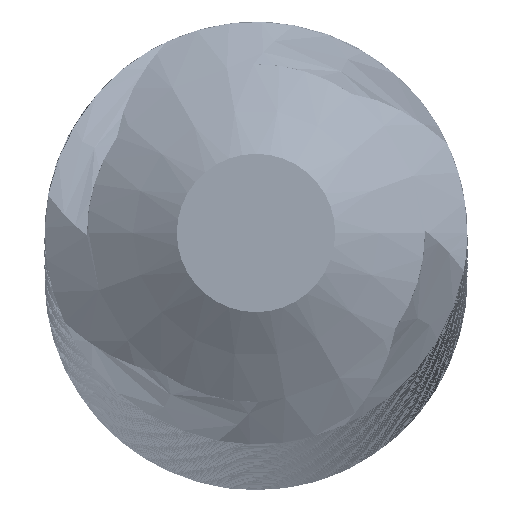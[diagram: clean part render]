
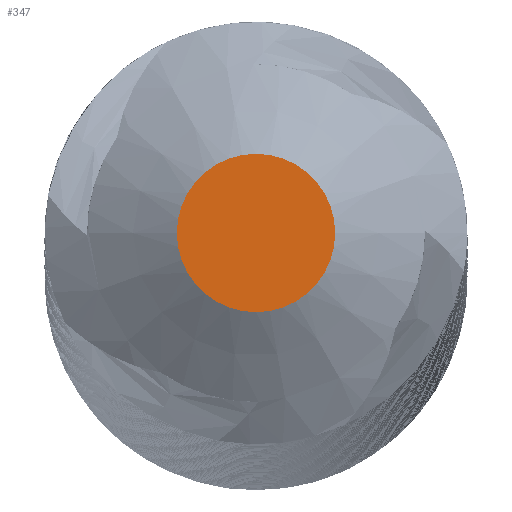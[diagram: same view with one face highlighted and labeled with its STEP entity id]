
A CAD part, top view. The second image highlights one B-rep face of the part: STEP entity #347.
In plain terms, the highlighted planar face has unit normal (0, 0, 1).
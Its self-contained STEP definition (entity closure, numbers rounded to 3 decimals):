
#12=PLANE($,#380);
#48=FACE_OUTER_BOUND($,#70,.T.);
#70=EDGE_LOOP($,(#298));
#82=CIRCLE($,#363,1.5);
#140=VERTEX_POINT($,#504);
#174=EDGE_CURVE($,#140,#140,#82,.T.);
#298=ORIENTED_EDGE($,*,*,#174,.T.);
#347=ADVANCED_FACE($,(#48),#12,.T.);
#363=AXIS2_PLACEMENT_3D($,#505,#404,#405);
#380=AXIS2_PLACEMENT_3D($,#22659,#438,#439);
#404=DIRECTION('center_axis',(0.,0.,1.));
#405=DIRECTION('ref_axis',(1.,0.,0.));
#438=DIRECTION('center_axis',(0.,0.,1.));
#439=DIRECTION('ref_axis',(1.,0.,0.));
#504=CARTESIAN_POINT('',(1.5,0.,500.));
#505=CARTESIAN_POINT('Origin',(0.,0.,500.));
#22659=CARTESIAN_POINT('Origin',(0.,0.,500.));
